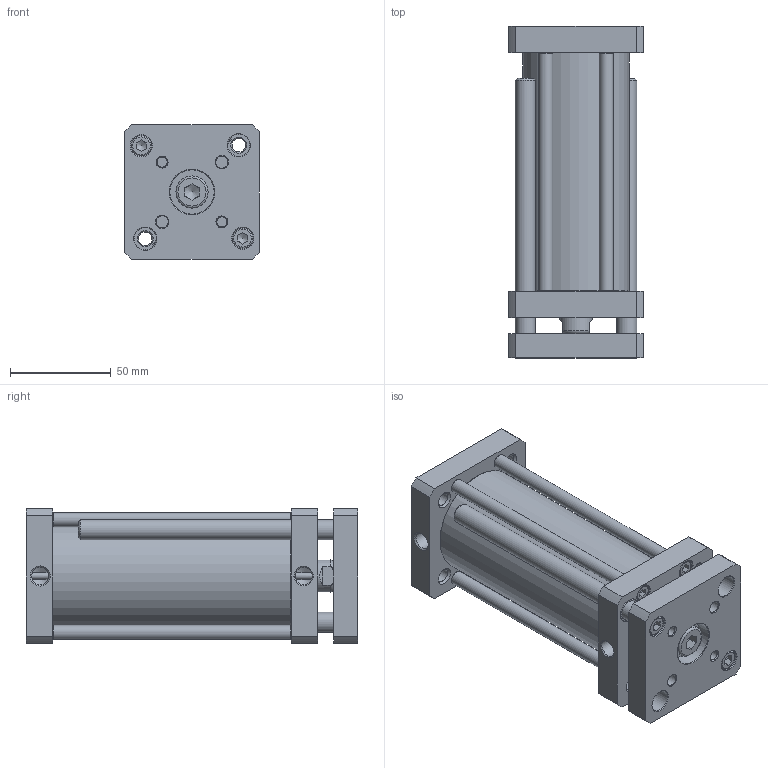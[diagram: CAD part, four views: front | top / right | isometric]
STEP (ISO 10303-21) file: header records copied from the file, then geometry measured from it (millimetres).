
FILE_DESCRIPTION((''),'2;1');
FILE_NAME('XDMA050.100.GS.F.stp','2014-05-15T17:01:33',('carlo.corazza'),(''),'Autodesk Inventor 2012','Autodesk Inventor 2012','');
FILE_SCHEMA(('AUTOMOTIVE_DESIGN { 1 0 10303 214 1 1 1 1 }'));
Length unit declared in the file: millimetre
Products named in the file (8): XDMA050..GS.F; CORPO-100; STELO-100; TAA; TIRANTE-100; TP; STAFFA; COLONNETTA-100
Assembly tree (11 placements, depth 2):
  XDMA050..GS.F
    CORPO-100
    STELO-100
    TAA
    TIRANTE-100  x4
    TP
    STAFFA
    COLONNETTA-100  x2
Bounding box: 67 x 165 x 67 mm (x, y, z)
Volume: 244362.3 mm3; surface area: 113993.1 mm2
Topology: 11 solids, 22 shells, 394 faces, 884 edges, 551 vertices
Faces by surface type: plane 151, cone 130, cylinder 95, torus 18
Full cylindrical faces by diameter (mm): 3.5 x2, 4.134 x8, 4.917 x4, 5.9 x8, 6 x4, 6.647 x7, 6.7 x2, 7 x4, 8.376 x1, 8.5 x8, 8.566 x2, 9 x8, 10 x6, 10.5 x2, 11 x2, 12 x2, 16 x2, 16.54 x1, 17.7 x1, 18 x1, 20.32 x1, 20.5 x2, 22 x1, 50 x1, 53 x1
Entity records: 9306 total; most frequent: CARTESIAN_POINT 1701, DIRECTION 1514, ORIENTED_EDGE 1132, AXIS2_PLACEMENT_3D 648, EDGE_LOOP 616, EDGE_CURVE 566, VERTEX_POINT 455, STYLED_ITEM 360
